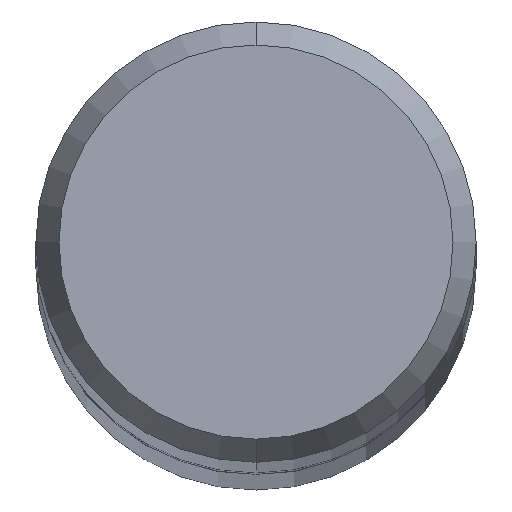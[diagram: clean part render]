
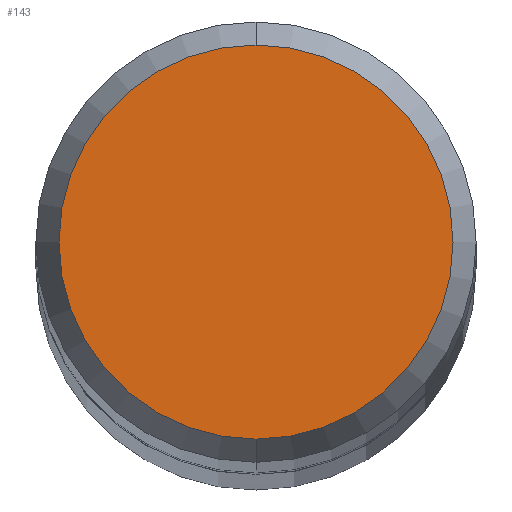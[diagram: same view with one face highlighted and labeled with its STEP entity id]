
A CAD part, top view. The second image highlights one B-rep face of the part: STEP entity #143.
In plain terms, the highlighted planar face has unit normal (0, 0, 1).
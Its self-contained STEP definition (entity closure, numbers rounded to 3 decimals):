
#109=EDGE_CURVE('',#179,#113,#261,.T.);
#113=VERTEX_POINT('',#265);
#137=EDGE_CURVE('',#113,#179,#291,.T.);
#143=ADVANCED_FACE('',(#297),#298,.T.);
#179=VERTEX_POINT('',#341);
#261=CIRCLE('',#424,1.955);
#265=CARTESIAN_POINT('',(0.,-1.955,0.0));
#291=CIRCLE('',#466,1.955);
#297=FACE_OUTER_BOUND('',#474,.T.);
#298=PLANE('',#475);
#341=CARTESIAN_POINT('',(0.0,1.955,0.0));
#424=AXIS2_PLACEMENT_3D('',#615,#616,#617);
#466=AXIS2_PLACEMENT_3D('',#644,#645,#646);
#474=EDGE_LOOP('',(#649,#650));
#475=AXIS2_PLACEMENT_3D('',#651,#652,#653);
#615=CARTESIAN_POINT('',(0.0,0.0,0.0));
#616=DIRECTION('',(0.0,0.0,-1.0));
#617=DIRECTION('',(0.0,1.0,0.0));
#644=CARTESIAN_POINT('',(0.0,0.0,0.0));
#645=DIRECTION('',(0.0,0.0,-1.0));
#646=DIRECTION('',(0.0,1.0,0.0));
#649=ORIENTED_EDGE('',*,*,#109,.F.);
#650=ORIENTED_EDGE('',*,*,#137,.F.);
#651=CARTESIAN_POINT('',(0.0,0.978,0.0));
#652=DIRECTION('',(-0.0,0.0,1.0));
#653=DIRECTION('',(0.0,-1.0,0.0));
